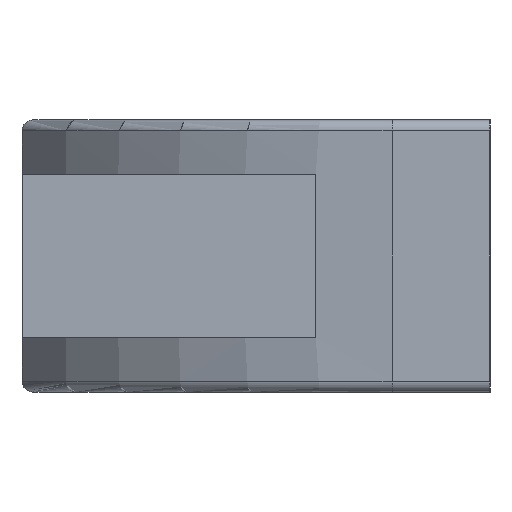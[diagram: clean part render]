
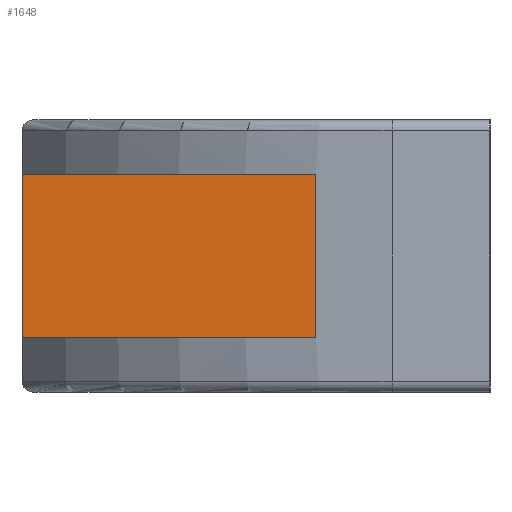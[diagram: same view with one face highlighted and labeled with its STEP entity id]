
A CAD part, left-side view. The second image highlights one B-rep face of the part: STEP entity #1648.
In plain terms, the highlighted planar face has unit normal (-1, 0, 0).
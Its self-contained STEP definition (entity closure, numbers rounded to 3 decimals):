
#58=PLANE($,#1843);
#81=LINE($,#2451,#205);
#180=LINE($,#2934,#304);
#182=LINE($,#2938,#306);
#184=LINE($,#2941,#308);
#205=VECTOR($,#1907,15.);
#304=VECTOR($,#2340,27.);
#306=VECTOR($,#2344,15.);
#308=VECTOR($,#2348,27.);
#434=FACE_OUTER_BOUND($,#539,.T.);
#539=EDGE_LOOP($,(#1508,#1509,#1510,#1511));
#685=VERTEX_POINT($,#2448);
#686=VERTEX_POINT($,#2450);
#811=VERTEX_POINT($,#2933);
#812=VERTEX_POINT($,#2937);
#845=EDGE_CURVE($,#685,#686,#81,.T.);
#1047=EDGE_CURVE($,#811,#686,#180,.T.);
#1049=EDGE_CURVE($,#812,#811,#182,.T.);
#1051=EDGE_CURVE($,#812,#685,#184,.T.);
#1508=ORIENTED_EDGE($,*,*,#845,.F.);
#1509=ORIENTED_EDGE($,*,*,#1051,.F.);
#1510=ORIENTED_EDGE($,*,*,#1049,.T.);
#1511=ORIENTED_EDGE($,*,*,#1047,.T.);
#1648=ADVANCED_FACE($,(#434),#58,.F.);
#1843=AXIS2_PLACEMENT_3D($,#2940,#2346,#2347);
#1907=DIRECTION($,(0.,0.,1.));
#2340=DIRECTION($,(0.,1.,0.));
#2344=DIRECTION($,(0.,0.,1.));
#2346=DIRECTION('center_axis',(1.,0.,0.));
#2347=DIRECTION('ref_axis',(0.,0.,-1.));
#2348=DIRECTION($,(0.,1.,0.));
#2448=CARTESIAN_POINT('',(-14.031,15.076,5.));
#2450=CARTESIAN_POINT('',(-14.031,15.076,20.));
#2451=CARTESIAN_POINT($,(-14.031,15.076,2.5));
#2933=CARTESIAN_POINT('',(-14.031,-11.924,20.));
#2934=CARTESIAN_POINT($,(-14.031,-11.924,20.));
#2937=CARTESIAN_POINT('',(-14.031,-11.924,5.));
#2938=CARTESIAN_POINT($,(-14.031,-11.924,5.));
#2940=CARTESIAN_POINT('Origin',(-14.031,-11.924,5.));
#2941=CARTESIAN_POINT($,(-14.031,-11.924,5.));
